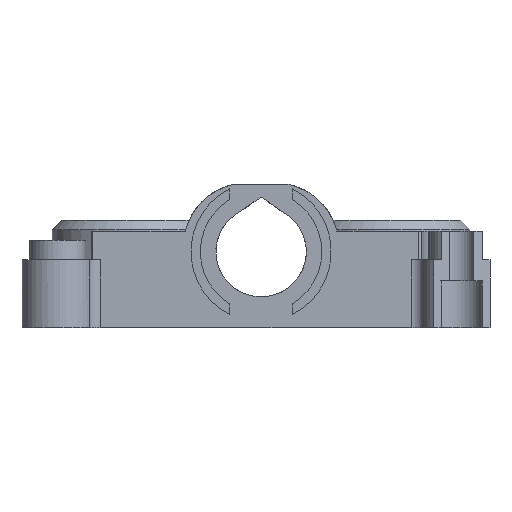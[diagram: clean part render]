
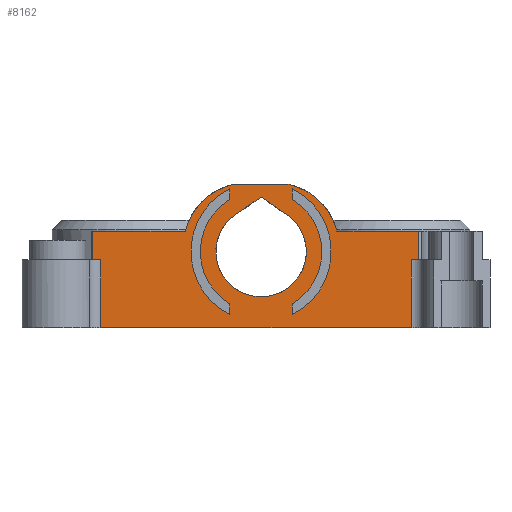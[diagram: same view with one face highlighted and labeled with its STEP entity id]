
A CAD part, front view. The second image highlights one B-rep face of the part: STEP entity #8162.
In plain terms, the highlighted planar face has unit normal (0, -1, 0).
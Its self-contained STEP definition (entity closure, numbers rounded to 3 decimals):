
#31=FACE_BOUND('',#934,.T.);
#32=FACE_BOUND('',#935,.T.);
#33=FACE_BOUND('',#936,.T.);
#90=PLANE('',#8654);
#243=CIRCLE('',#8655,10.144);
#244=CIRCLE('',#8656,10.144);
#245=CIRCLE('',#8657,7.25);
#246=CIRCLE('',#8658,11.25);
#247=CIRCLE('',#8659,9.75);
#248=CIRCLE('',#8660,9.75);
#249=CIRCLE('',#8661,11.25);
#472=FACE_OUTER_BOUND('',#933,.T.);
#933=EDGE_LOOP('',(#5452,#5453,#5454,#5455,#5456,#5457,#5458,#5459,#5460,
#5461,#5462,#5463));
#934=EDGE_LOOP('',(#5464,#5465,#5466));
#935=EDGE_LOOP('',(#5467,#5468,#5469,#5470));
#936=EDGE_LOOP('',(#5471,#5472,#5473,#5474));
#1433=LINE('',#11205,#2008);
#1451=LINE('',#11261,#2026);
#1453=LINE('',#11274,#2028);
#1456=LINE('',#11289,#2031);
#1458=LINE('',#11294,#2033);
#1459=LINE('',#11295,#2034);
#1460=LINE('',#11297,#2035);
#1461=LINE('',#11301,#2036);
#1462=LINE('',#11305,#2037);
#1463=LINE('',#11307,#2038);
#1464=LINE('',#11308,#2039);
#1465=LINE('',#11311,#2040);
#1466=LINE('',#11316,#2041);
#1467=LINE('',#11319,#2042);
#1468=LINE('',#11322,#2043);
#1469=LINE('',#11326,#2044);
#2008=VECTOR('',#9063,10.);
#2026=VECTOR('',#9105,10.);
#2028=VECTOR('',#9119,10.);
#2031=VECTOR('',#9134,10.);
#2033=VECTOR('',#9140,10.);
#2034=VECTOR('',#9141,10.);
#2035=VECTOR('',#9142,10.);
#2036=VECTOR('',#9145,10.);
#2037=VECTOR('',#9148,10.);
#2038=VECTOR('',#9149,10.);
#2039=VECTOR('',#9150,10.);
#2040=VECTOR('',#9153,10.);
#2041=VECTOR('',#9156,10.);
#2042=VECTOR('',#9159,10.);
#2043=VECTOR('',#9160,10.);
#2044=VECTOR('',#9163,10.);
#3181=VERTEX_POINT('',#11202);
#3182=VERTEX_POINT('',#11204);
#3202=VERTEX_POINT('',#11254);
#3205=VERTEX_POINT('',#11259);
#3208=VERTEX_POINT('',#11270);
#3210=VERTEX_POINT('',#11273);
#3215=VERTEX_POINT('',#11286);
#3216=VERTEX_POINT('',#11288);
#3218=VERTEX_POINT('',#11296);
#3219=VERTEX_POINT('',#11298);
#3220=VERTEX_POINT('',#11300);
#3221=VERTEX_POINT('',#11302);
#3222=VERTEX_POINT('',#11304);
#3223=VERTEX_POINT('',#11306);
#3224=VERTEX_POINT('',#11309);
#3225=VERTEX_POINT('',#11312);
#3226=VERTEX_POINT('',#11313);
#3227=VERTEX_POINT('',#11315);
#3228=VERTEX_POINT('',#11317);
#3229=VERTEX_POINT('',#11320);
#3230=VERTEX_POINT('',#11321);
#3231=VERTEX_POINT('',#11323);
#3232=VERTEX_POINT('',#11325);
#4065=EDGE_CURVE('',#3182,#3181,#1433,.T.);
#4091=EDGE_CURVE('',#3205,#3202,#1451,.T.);
#4097=EDGE_CURVE('',#3208,#3210,#1453,.T.);
#4104=EDGE_CURVE('',#3215,#3216,#1456,.T.);
#4107=EDGE_CURVE('',#3205,#3210,#1458,.T.);
#4108=EDGE_CURVE('',#3208,#3216,#1459,.T.);
#4109=EDGE_CURVE('',#3215,#3218,#1460,.T.);
#4110=EDGE_CURVE('',#3218,#3219,#243,.T.);
#4111=EDGE_CURVE('',#3220,#3219,#1461,.T.);
#4112=EDGE_CURVE('',#3220,#3221,#244,.T.);
#4113=EDGE_CURVE('',#3221,#3222,#1462,.T.);
#4114=EDGE_CURVE('',#3223,#3222,#1463,.T.);
#4115=EDGE_CURVE('',#3223,#3202,#1464,.T.);
#4116=EDGE_CURVE('',#3181,#3224,#245,.T.);
#4117=EDGE_CURVE('',#3224,#3182,#1465,.T.);
#4118=EDGE_CURVE('',#3225,#3226,#246,.T.);
#4119=EDGE_CURVE('',#3226,#3227,#1466,.T.);
#4120=EDGE_CURVE('',#3227,#3228,#247,.T.);
#4121=EDGE_CURVE('',#3228,#3225,#1467,.T.);
#4122=EDGE_CURVE('',#3229,#3230,#1468,.T.);
#4123=EDGE_CURVE('',#3230,#3231,#248,.T.);
#4124=EDGE_CURVE('',#3231,#3232,#1469,.T.);
#4125=EDGE_CURVE('',#3232,#3229,#249,.T.);
#5452=ORIENTED_EDGE('',*,*,#4091,.F.);
#5453=ORIENTED_EDGE('',*,*,#4107,.T.);
#5454=ORIENTED_EDGE('',*,*,#4097,.F.);
#5455=ORIENTED_EDGE('',*,*,#4108,.T.);
#5456=ORIENTED_EDGE('',*,*,#4104,.F.);
#5457=ORIENTED_EDGE('',*,*,#4109,.T.);
#5458=ORIENTED_EDGE('',*,*,#4110,.T.);
#5459=ORIENTED_EDGE('',*,*,#4111,.F.);
#5460=ORIENTED_EDGE('',*,*,#4112,.T.);
#5461=ORIENTED_EDGE('',*,*,#4113,.T.);
#5462=ORIENTED_EDGE('',*,*,#4114,.F.);
#5463=ORIENTED_EDGE('',*,*,#4115,.T.);
#5464=ORIENTED_EDGE('',*,*,#4116,.T.);
#5465=ORIENTED_EDGE('',*,*,#4117,.T.);
#5466=ORIENTED_EDGE('',*,*,#4065,.T.);
#5467=ORIENTED_EDGE('',*,*,#4118,.T.);
#5468=ORIENTED_EDGE('',*,*,#4119,.T.);
#5469=ORIENTED_EDGE('',*,*,#4120,.T.);
#5470=ORIENTED_EDGE('',*,*,#4121,.T.);
#5471=ORIENTED_EDGE('',*,*,#4122,.T.);
#5472=ORIENTED_EDGE('',*,*,#4123,.T.);
#5473=ORIENTED_EDGE('',*,*,#4124,.T.);
#5474=ORIENTED_EDGE('',*,*,#4125,.T.);
#8162=ADVANCED_FACE('',(#472,#31,#32,#33),#90,.T.);
#8654=AXIS2_PLACEMENT_3D('',#11293,#9138,#9139);
#8655=AXIS2_PLACEMENT_3D('',#11299,#9143,#9144);
#8656=AXIS2_PLACEMENT_3D('',#11303,#9146,#9147);
#8657=AXIS2_PLACEMENT_3D('',#11310,#9151,#9152);
#8658=AXIS2_PLACEMENT_3D('',#11314,#9154,#9155);
#8659=AXIS2_PLACEMENT_3D('',#11318,#9157,#9158);
#8660=AXIS2_PLACEMENT_3D('',#11324,#9161,#9162);
#8661=AXIS2_PLACEMENT_3D('',#11327,#9164,#9165);
#9063=DIRECTION('',(0.819,0.,-0.574));
#9105=DIRECTION('',(0.,0.,1.));
#9119=DIRECTION('',(0.,0.,-1.));
#9134=DIRECTION('',(0.,0.,-1.));
#9138=DIRECTION('center_axis',(0.,-1.,0.));
#9139=DIRECTION('ref_axis',(1.,0.,0.));
#9140=DIRECTION('',(1.,0.,0.));
#9141=DIRECTION('',(1.,0.,0.));
#9142=DIRECTION('',(-1.,0.,0.));
#9143=DIRECTION('center_axis',(0.,-1.,0.));
#9144=DIRECTION('ref_axis',(0.971,0.,0.241));
#9145=DIRECTION('',(1.,0.,0.));
#9146=DIRECTION('center_axis',(0.,-1.,0.));
#9147=DIRECTION('ref_axis',(0.,0.,1.));
#9148=DIRECTION('',(-1.,0.,0.));
#9149=DIRECTION('',(0.,0.,1.));
#9150=DIRECTION('',(1.,0.,0.));
#9151=DIRECTION('center_axis',(0.,1.,0.));
#9152=DIRECTION('ref_axis',(1.,0.,0.));
#9153=DIRECTION('',(0.819,0.,0.574));
#9154=DIRECTION('center_axis',(0.,1.,0.));
#9155=DIRECTION('ref_axis',(1.,0.,0.));
#9156=DIRECTION('',(0.,0.,-1.));
#9157=DIRECTION('center_axis',(0.,-1.,0.));
#9158=DIRECTION('ref_axis',(1.,0.,0.));
#9159=DIRECTION('',(0.,0.,-1.));
#9160=DIRECTION('',(0.,0.,1.));
#9161=DIRECTION('center_axis',(0.,-1.,0.));
#9162=DIRECTION('ref_axis',(1.,0.,0.));
#9163=DIRECTION('',(0.,0.,1.));
#9164=DIRECTION('center_axis',(0.,1.,0.));
#9165=DIRECTION('ref_axis',(1.,0.,0.));
#11202=CARTESIAN_POINT('',(3.25,-23.,18.681));
#11204=CARTESIAN_POINT('',(0.,-23.,20.956));
#11205=CARTESIAN_POINT('',(-2.527,-23.,22.726));
#11254=CARTESIAN_POINT('',(-25.685,-23.,10.9));
#11259=CARTESIAN_POINT('',(-25.685,-23.,0.));
#11261=CARTESIAN_POINT('',(-25.685,-23.,0.));
#11270=CARTESIAN_POINT('',(24.05,-23.,10.9));
#11273=CARTESIAN_POINT('',(24.05,-23.,0.));
#11274=CARTESIAN_POINT('',(24.05,-23.,0.));
#11286=CARTESIAN_POINT('',(25.263,-23.,15.5));
#11288=CARTESIAN_POINT('',(25.263,-23.,10.9));
#11289=CARTESIAN_POINT('',(25.263,-23.,10.9));
#11293=CARTESIAN_POINT('Origin',(-27.049,-23.,0.));
#11294=CARTESIAN_POINT('',(-27.83,-23.,0.));
#11295=CARTESIAN_POINT('',(2.09,-23.,10.9));
#11296=CARTESIAN_POINT('',(12.146,-23.,15.5));
#11297=CARTESIAN_POINT('',(6.114,-23.,15.5));
#11298=CARTESIAN_POINT('',(4.305,-23.,23.));
#11299=CARTESIAN_POINT('Origin',(2.3,-23.,13.056));
#11300=CARTESIAN_POINT('',(-4.305,-23.,23.));
#11301=CARTESIAN_POINT('',(-27.83,-23.,23.));
#11302=CARTESIAN_POINT('',(-12.146,-23.,15.5));
#11303=CARTESIAN_POINT('Origin',(-2.3,-23.,13.056));
#11304=CARTESIAN_POINT('',(-27.049,-23.,15.5));
#11305=CARTESIAN_POINT('',(-19.598,-23.,15.5));
#11306=CARTESIAN_POINT('',(-27.049,-23.,10.9));
#11307=CARTESIAN_POINT('',(-27.049,-23.,0.));
#11308=CARTESIAN_POINT('',(-29.689,-23.,10.9));
#11309=CARTESIAN_POINT('',(-3.25,-23.,18.681));
#11310=CARTESIAN_POINT('Origin',(0.,-23.,
12.2));
#11311=CARTESIAN_POINT('',(-13.998,-23.,11.155));
#11312=CARTESIAN_POINT('',(-5.,-23.,2.122));
#11313=CARTESIAN_POINT('',(-5.,-23.,22.278));
#11314=CARTESIAN_POINT('Origin',(0.,-23.,
12.2));
#11315=CARTESIAN_POINT('',(-5.,-23.,20.57));
#11316=CARTESIAN_POINT('',(-5.,-23.,10.285));
#11317=CARTESIAN_POINT('',(-5.,-23.,3.83));
#11318=CARTESIAN_POINT('Origin',(0.,-23.,
12.2));
#11319=CARTESIAN_POINT('',(-5.,-23.,1.061));
#11320=CARTESIAN_POINT('',(5.,-23.,2.122));
#11321=CARTESIAN_POINT('',(5.,-23.,3.83));
#11322=CARTESIAN_POINT('',(5.,-23.,1.915));
#11323=CARTESIAN_POINT('',(5.,-23.,20.57));
#11324=CARTESIAN_POINT('Origin',(0.,-23.,
12.2));
#11325=CARTESIAN_POINT('',(5.,-23.,22.278));
#11326=CARTESIAN_POINT('',(5.,-23.,11.139));
#11327=CARTESIAN_POINT('Origin',(0.,-23.,
12.2));
